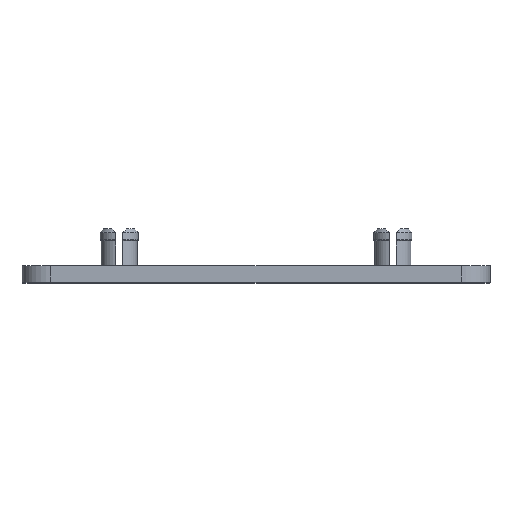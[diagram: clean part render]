
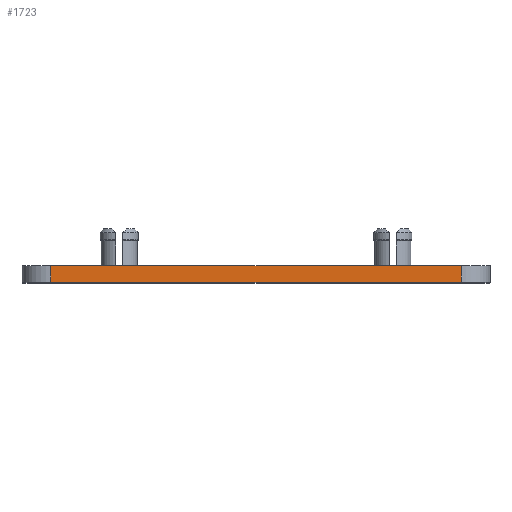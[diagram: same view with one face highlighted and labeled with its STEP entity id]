
A CAD part, top view. The second image highlights one B-rep face of the part: STEP entity #1723.
In plain terms, the highlighted planar face has unit normal (0, 0, 1).
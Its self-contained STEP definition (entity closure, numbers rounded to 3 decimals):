
#90=PLANE('',#1906);
#163=FACE_OUTER_BOUND('',#301,.T.);
#301=EDGE_LOOP('',(#1237,#1238,#1239,#1240));
#559=LINE('',#2787,#655);
#564=LINE('',#2828,#660);
#565=LINE('',#2831,#661);
#566=LINE('',#2832,#662);
#655=VECTOR('',#2187,10.);
#660=VECTOR('',#2238,10.);
#661=VECTOR('',#2241,10.);
#662=VECTOR('',#2242,10.);
#776=VERTEX_POINT('',#2784);
#777=VERTEX_POINT('',#2786);
#790=VERTEX_POINT('',#2826);
#791=VERTEX_POINT('',#2830);
#938=EDGE_CURVE('',#776,#777,#559,.T.);
#963=EDGE_CURVE('',#777,#790,#564,.T.);
#964=EDGE_CURVE('',#791,#776,#565,.T.);
#965=EDGE_CURVE('',#790,#791,#566,.T.);
#1237=ORIENTED_EDGE('',*,*,#963,.F.);
#1238=ORIENTED_EDGE('',*,*,#938,.F.);
#1239=ORIENTED_EDGE('',*,*,#964,.F.);
#1240=ORIENTED_EDGE('',*,*,#965,.F.);
#1723=ADVANCED_FACE('',(#163),#90,.T.);
#1906=AXIS2_PLACEMENT_3D('',#2829,#2239,#2240);
#2187=DIRECTION('',(-1.,0.,0.));
#2238=DIRECTION('',(0.,1.,0.));
#2239=DIRECTION('center_axis',(0.,0.,1.));
#2240=DIRECTION('ref_axis',(1.,0.,0.));
#2241=DIRECTION('',(0.,-1.,0.));
#2242=DIRECTION('',(1.,0.,0.));
#2784=CARTESIAN_POINT('',(28.5,-1.32,32.5));
#2786=CARTESIAN_POINT('',(-28.5,-1.32,32.5));
#2787=CARTESIAN_POINT('',(-32.5,-1.32,32.5));
#2826=CARTESIAN_POINT('',(-28.5,1.,32.5));
#2828=CARTESIAN_POINT('',(-28.5,0.,32.5));
#2829=CARTESIAN_POINT('Origin',(-32.5,0.,32.5));
#2830=CARTESIAN_POINT('',(28.5,1.,32.5));
#2831=CARTESIAN_POINT('',(28.5,0.,32.5));
#2832=CARTESIAN_POINT('',(-32.5,1.,32.5));
